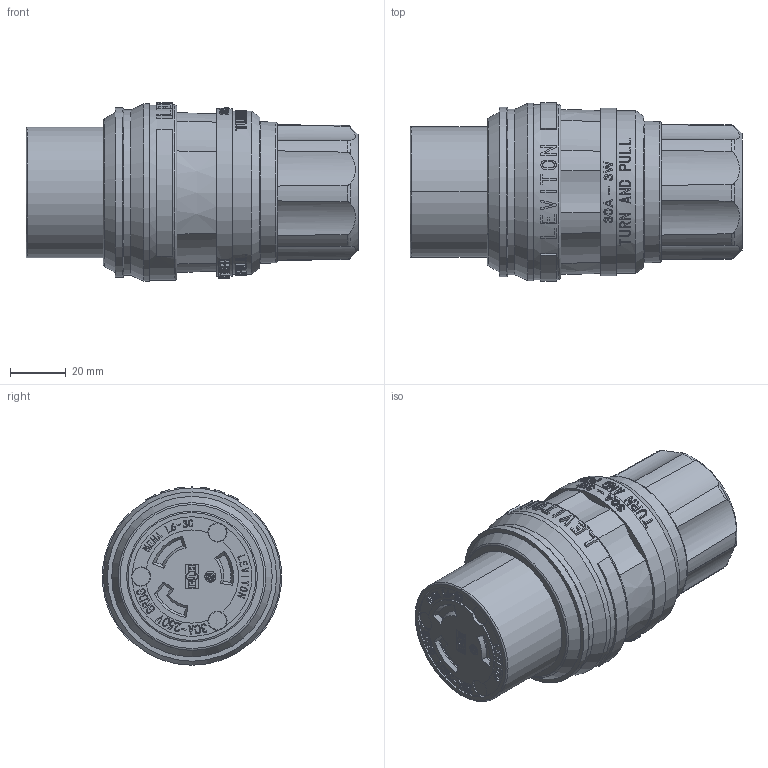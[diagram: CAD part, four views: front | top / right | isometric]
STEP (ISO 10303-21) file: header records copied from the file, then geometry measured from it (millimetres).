
FILE_DESCRIPTION (( 'STEP AP214' ), '1' );
FILE_NAME ('CATSTD-78W48-00C-M01.STEP', '2021-09-15T15:43:43', ( '' ), ( '' ), 'SwSTEP 2.0', 'SolidWorks 2020', '' );
FILE_SCHEMA (( 'AUTOMOTIVE_DESIGN' ));
Length unit declared in the file: inch
Products named in the file (1): CATSTD-78W48-00C-M01
Bounding box: 118.86 x 64.04 x 63.88 mm (x, y, z)
Volume: 260087 mm3; surface area: 32666.7 mm2
Topology: 1 solids, 4 shells, 1539 faces, 4141 edges, 2757 vertices
Faces by surface type: plane 1218, cylinder 242, bspline 33, cone 32, torus 14
Full cylindrical faces by diameter (mm): 6.323 x1, 6.354 x1, 6.495 x1, 6.858 x3, 29.21 x1, 58.358 x1, 59.131 x1, 59.932 x1, 60.593 x1, 62.713 x1, 63.475 x1
Entity records: 70344 total; most frequent: CARTESIAN_POINT 14824, ORIENTED_EDGE 8174, DIRECTION 6649, EDGE_CURVE 4087, VERTEX_POINT 2732, AXIS2_PLACEMENT_3D 2232, LINE 2185, VECTOR 2185
